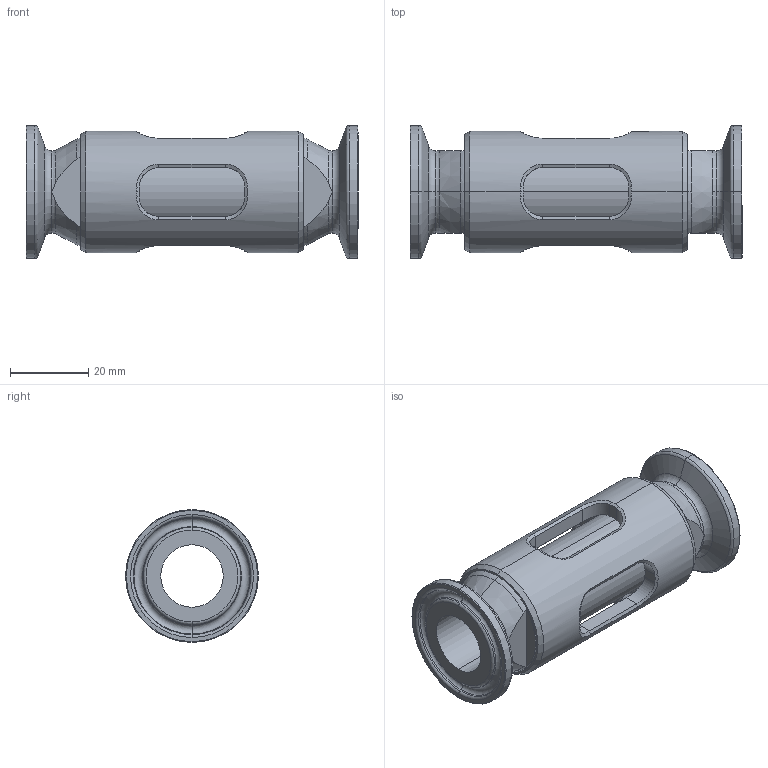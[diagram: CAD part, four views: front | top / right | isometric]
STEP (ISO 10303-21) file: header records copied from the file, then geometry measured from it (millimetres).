
FILE_DESCRIPTION (( 'STEP AP214' ), '1' );
FILE_NAME ('SG.SV.D015.STEP', '2020-02-10T14:27:24', ( '' ), ( '' ), 'SwSTEP 2.0', 'SolidWorks 2019', '' );
FILE_SCHEMA (( 'AUTOMOTIVE_DESIGN' ));
Length unit declared in the file: millimetre
Products named in the file (6): C0444 - VFI ORINGS_0.75S; C0444 - SVFI FLANGE ENDS_DN15; SG.SV.D015; C0444 - VFI ORINGS_DN15C; DIN 32676 - STD - VFI - GLASS_DN15; C0444 - SVFI BODIES_DN15
Assembly tree (8 placements, depth 2):
  SG.SV.D015
    C0444 - SVFI BODIES_DN15
    C0444 - VFI ORINGS_0.75S  x2
    C0444 - SVFI FLANGE ENDS_DN15  x2
    C0444 - VFI ORINGS_DN15C  x2
    DIN 32676 - STD - VFI - GLASS_DN15
Bounding box: 85 x 34 x 34 mm (x, y, z)
Volume: 31616.6 mm3; surface area: 28707.7 mm2
Topology: 8 solids, 8 shells, 344 faces, 816 edges, 494 vertices
Faces by surface type: cylinder 108, torus 92, plane 64, cone 52, bspline 28
Entity records: 16247 total; most frequent: CARTESIAN_POINT 10417, ORIENTED_EDGE 1222, DIRECTION 1142, EDGE_CURVE 611, AXIS2_PLACEMENT_3D 491, VERTEX_POINT 372, EDGE_LOOP 279, ADVANCED_FACE 255
